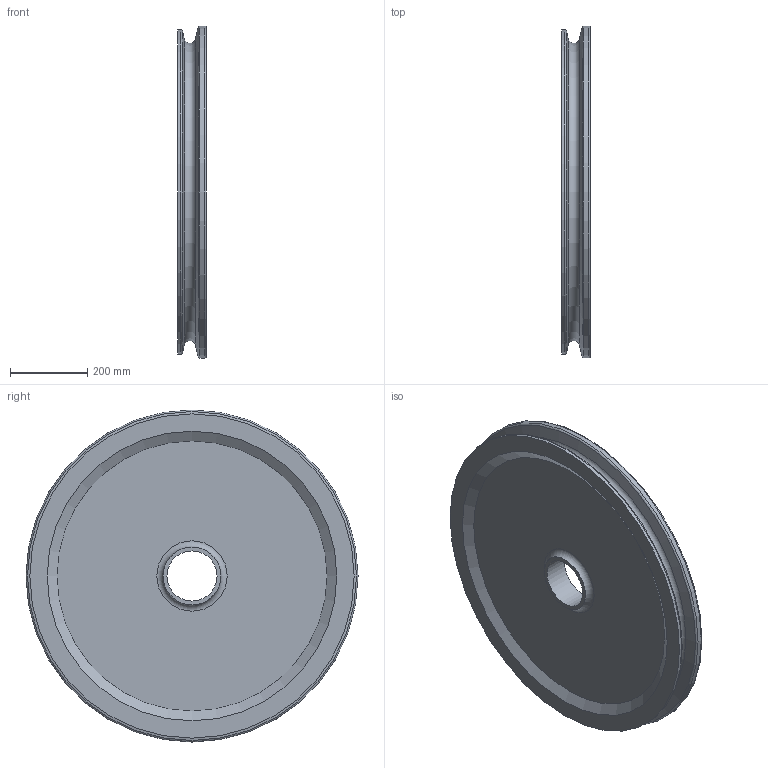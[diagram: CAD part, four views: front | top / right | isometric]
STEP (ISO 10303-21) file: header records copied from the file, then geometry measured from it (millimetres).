
FILE_DESCRIPTION (( 'STEP AP203' ), '1' );
FILE_NAME ('250807 STEP 1-400332-00_0862.STEP', '2025-08-07T07:57:02', ( '' ), ( '' ), 'SwSTEP 2.0', 'SolidWorks 2024', '' );
FILE_SCHEMA (( 'CONFIG_CONTROL_DESIGN' ));
Length unit declared in the file: millimetre
Products named in the file (1): 250807 STEP 1-400332-00_0862
Bounding box: 75 x 860 x 860 mm (x, y, z)
Volume: 19408186.6 mm3; surface area: 1520854 mm2
Topology: 1 solids, 1 shells, 23 faces, 42 edges, 26 vertices
Faces by surface type: plane 7, cylinder 6, torus 6, cone 4
Full cylindrical faces by diameter (mm): 130 x1, 150 x2, 840 x1, 846 x1, 860 x1
Entity records: 545 total; most frequent: DIRECTION 94, CARTESIAN_POINT 70, AXIS2_PLACEMENT_3D 47, EDGE_LOOP 46, ORIENTED_EDGE 46, FACE_OUTER_BOUND 35, CIRCLE 23, ADVANCED_FACE 23
